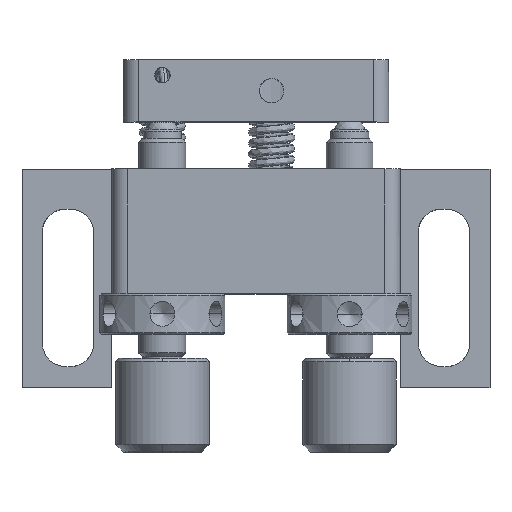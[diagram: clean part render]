
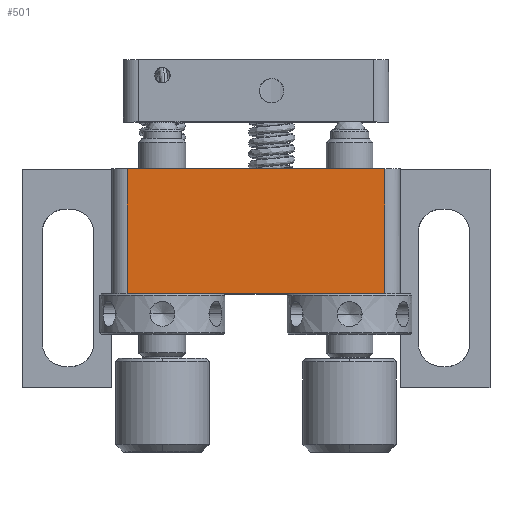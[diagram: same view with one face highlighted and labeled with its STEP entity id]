
A CAD part, top view. The second image highlights one B-rep face of the part: STEP entity #501.
In plain terms, the highlighted free-form (B-spline) face has degree [1, 1] with [2, 2] control points.
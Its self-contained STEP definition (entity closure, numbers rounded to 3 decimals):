
#501=ADVANCED_FACE('',(#1121),#16412,.T.);
#1121=FACE_OUTER_BOUND('',#1645,.T.);
#1645=EDGE_LOOP('',(#2276,#2277,#2278,#2279));
#2276=ORIENTED_EDGE('',*,*,#13094,.F.);
#2277=ORIENTED_EDGE('',*,*,#13095,.T.);
#2278=ORIENTED_EDGE('',*,*,#13096,.T.);
#2279=ORIENTED_EDGE('',*,*,#13097,.T.);
#4683=PCURVE('',#16521,#7091);
#4684=PCURVE('',#16412,#7092);
#4685=PCURVE('',#16412,#7093);
#4686=PCURVE('',#16412,#7094);
#4687=PCURVE('',#16412,#7095);
#4696=PCURVE('',#16413,#7104);
#4711=PCURVE('',#16522,#7119);
#4985=PCURVE('',#16436,#7393);
#7091=DEFINITIONAL_REPRESENTATION('',(#9503),#48438);
#7092=DEFINITIONAL_REPRESENTATION('',(#9504),#48438);
#7093=DEFINITIONAL_REPRESENTATION('',(#9506),#48438);
#7094=DEFINITIONAL_REPRESENTATION('',(#9508),#48438);
#7095=DEFINITIONAL_REPRESENTATION('',(#9510),#48438);
#7104=DEFINITIONAL_REPRESENTATION('',(#9525),#48438);
#7119=DEFINITIONAL_REPRESENTATION('',(#9527),#48438);
#7393=DEFINITIONAL_REPRESENTATION('',(#9829),#48438);
#9503=B_SPLINE_CURVE_WITH_KNOTS('',1,(#18192,#18193),.UNSPECIFIED.,.F.,
 .F.,(2,2),(0.,8.),.UNSPECIFIED.);
#9504=B_SPLINE_CURVE_WITH_KNOTS('',1,(#18194,#18195),.UNSPECIFIED.,.F.,
 .F.,(2,2),(0.,8.),.UNSPECIFIED.);
#9505=B_SPLINE_CURVE_WITH_KNOTS('',1,(#18196,#18197),.UNSPECIFIED.,.F.,
 .F.,(2,2),(-16.5,0.),.UNSPECIFIED.);
#9506=B_SPLINE_CURVE_WITH_KNOTS('',1,(#18198,#18199),.UNSPECIFIED.,.F.,
 .F.,(2,2),(-16.5,0.),.UNSPECIFIED.);
#9507=B_SPLINE_CURVE_WITH_KNOTS('',1,(#18200,#18201),.UNSPECIFIED.,.F.,
 .F.,(2,2),(-8.,0.),.UNSPECIFIED.);
#9508=B_SPLINE_CURVE_WITH_KNOTS('',1,(#18202,#18203),.UNSPECIFIED.,.F.,
 .F.,(2,2),(-8.,0.),.UNSPECIFIED.);
#9509=B_SPLINE_CURVE_WITH_KNOTS('',1,(#18204,#18205),.UNSPECIFIED.,.F.,
 .F.,(2,2),(0.,16.5),.UNSPECIFIED.);
#9510=B_SPLINE_CURVE_WITH_KNOTS('',1,(#18206,#18207),.UNSPECIFIED.,.F.,
 .F.,(2,2),(0.,16.5),.UNSPECIFIED.);
#9525=B_SPLINE_CURVE_WITH_KNOTS('',1,(#18242,#18243),.UNSPECIFIED.,.F.,
 .F.,(2,2),(-16.5,0.),.UNSPECIFIED.);
#9527=B_SPLINE_CURVE_WITH_KNOTS('',1,(#18362,#18363),.UNSPECIFIED.,.F.,
 .F.,(2,2),(-8.,0.),.UNSPECIFIED.);
#9829=B_SPLINE_CURVE_WITH_KNOTS('',1,(#19476,#19477),.UNSPECIFIED.,.F.,
 .F.,(2,2),(0.,16.5),.UNSPECIFIED.);
#11854=SURFACE_CURVE('',#14330,(#4683,#4684),.PCURVE_S1.);
#11855=SURFACE_CURVE('',#9505,(#4685,#4696),.PCURVE_S1.);
#11856=SURFACE_CURVE('',#9507,(#4686,#4711),.PCURVE_S1.);
#11857=SURFACE_CURVE('',#9509,(#4687,#4985),.PCURVE_S1.);
#13094=EDGE_CURVE('',#15623,#15620,#11854,.T.);
#13095=EDGE_CURVE('',#15623,#15624,#11855,.T.);
#13096=EDGE_CURVE('',#15624,#15625,#11856,.T.);
#13097=EDGE_CURVE('',#15625,#15620,#11857,.T.);
#14330=(
BOUNDED_CURVE()
B_SPLINE_CURVE(1,(#18190,#18191),.UNSPECIFIED.,.F.,.F.)
B_SPLINE_CURVE_WITH_KNOTS((2,2),(0.,8.),.UNSPECIFIED.)
CURVE()
GEOMETRIC_REPRESENTATION_ITEM()
RATIONAL_B_SPLINE_CURVE((1.,1.))
REPRESENTATION_ITEM('')
);
#15620=VERTEX_POINT('',#17858);
#15623=VERTEX_POINT('',#17861);
#15624=VERTEX_POINT('',#17862);
#15625=VERTEX_POINT('',#17863);
#16412=B_SPLINE_SURFACE_WITH_KNOTS('',1,1,((#17188,#17189),(#17190,#17191)),
 .UNSPECIFIED.,.F.,.F.,.F.,(2,2),(2,2),(0.,9.84),(0.,
20.04),.UNSPECIFIED.);
#16413=B_SPLINE_SURFACE_WITH_KNOTS('',1,1,((#17192,#17193),(#17194,#17195)),
 .UNSPECIFIED.,.F.,.F.,.F.,(2,2),(2,2),(-36.24,0.),
(0.,25.92),.UNSPECIFIED.);
#16436=B_SPLINE_SURFACE_WITH_KNOTS('',1,1,((#17826,#17827),(#17828,#17829)),
 .UNSPECIFIED.,.F.,.F.,.F.,(2,2),(2,2),(0.,22.44),
(0.,25.92),.UNSPECIFIED.);
#16521=(
BOUNDED_SURFACE()
B_SPLINE_SURFACE(2,1,((#17170,#17171),(#17172,#17173),(#17174,#17175),(#17176,
#17177),(#17178,#17179),(#17180,#17181),(#17182,#17183),(#17184,#17185),
(#17186,#17187)),.UNSPECIFIED.,.T.,.F.,.F.)
B_SPLINE_SURFACE_WITH_KNOTS((3,2,2,2,3),(2,2),(0.,1.571,3.142,
4.712,6.283),(0.,9.84),.UNSPECIFIED.)
GEOMETRIC_REPRESENTATION_ITEM()
RATIONAL_B_SPLINE_SURFACE(((1.,1.),(0.707,0.707),
(1.,1.),(0.707,0.707),(1.,1.),(0.707,
0.707),(1.,1.),(0.707,0.707),(1.,1.)))
REPRESENTATION_ITEM('')
SURFACE()
);
#16522=(
BOUNDED_SURFACE()
B_SPLINE_SURFACE(2,1,((#17196,#17197),(#17198,#17199),(#17200,#17201),(#17202,
#17203),(#17204,#17205),(#17206,#17207),(#17208,#17209),(#17210,#17211),
(#17212,#17213)),.UNSPECIFIED.,.T.,.F.,.F.)
B_SPLINE_SURFACE_WITH_KNOTS((3,2,2,2,3),(2,2),(0.,1.571,3.142,
4.712,6.283),(0.,9.84),.UNSPECIFIED.)
GEOMETRIC_REPRESENTATION_ITEM()
RATIONAL_B_SPLINE_SURFACE(((1.,1.),(0.707,0.707),
(1.,1.),(0.707,0.707),(1.,1.),(0.707,
0.707),(1.,1.),(0.707,0.707),(1.,1.)))
REPRESENTATION_ITEM('')
SURFACE()
);
#17170=CARTESIAN_POINT('',(10.473,4.979,-0.92));
#17171=CARTESIAN_POINT('',(10.473,4.979,8.92));
#17172=CARTESIAN_POINT('',(10.473,3.979,-0.92));
#17173=CARTESIAN_POINT('',(10.473,3.979,8.92));
#17174=CARTESIAN_POINT('',(11.473,3.979,-0.92));
#17175=CARTESIAN_POINT('',(11.473,3.979,8.92));
#17176=CARTESIAN_POINT('',(12.473,3.979,-0.92));
#17177=CARTESIAN_POINT('',(12.473,3.979,8.92));
#17178=CARTESIAN_POINT('',(12.473,4.979,-0.92));
#17179=CARTESIAN_POINT('',(12.473,4.979,8.92));
#17180=CARTESIAN_POINT('',(12.473,5.979,-0.92));
#17181=CARTESIAN_POINT('',(12.473,5.979,8.92));
#17182=CARTESIAN_POINT('',(11.473,5.979,-0.92));
#17183=CARTESIAN_POINT('',(11.473,5.979,8.92));
#17184=CARTESIAN_POINT('',(10.473,5.979,-0.92));
#17185=CARTESIAN_POINT('',(10.473,5.979,8.92));
#17186=CARTESIAN_POINT('',(10.473,4.979,-0.92));
#17187=CARTESIAN_POINT('',(10.473,4.979,8.92));
#17188=CARTESIAN_POINT('',(-6.797,5.979,-0.92));
#17189=CARTESIAN_POINT('',(13.243,5.979,-0.92));
#17190=CARTESIAN_POINT('',(-6.797,5.979,8.92));
#17191=CARTESIAN_POINT('',(13.243,5.979,8.92));
#17192=CARTESIAN_POINT('',(21.343,-17.681,0.));
#17193=CARTESIAN_POINT('',(21.343,8.239,0.));
#17194=CARTESIAN_POINT('',(-14.897,-17.681,0.));
#17195=CARTESIAN_POINT('',(-14.897,8.239,0.));
#17196=CARTESIAN_POINT('',(-4.027,4.979,-0.92));
#17197=CARTESIAN_POINT('',(-4.027,4.979,8.92));
#17198=CARTESIAN_POINT('',(-4.027,5.979,-0.92));
#17199=CARTESIAN_POINT('',(-4.027,5.979,8.92));
#17200=CARTESIAN_POINT('',(-5.027,5.979,-0.92));
#17201=CARTESIAN_POINT('',(-5.027,5.979,8.92));
#17202=CARTESIAN_POINT('',(-6.027,5.979,-0.92));
#17203=CARTESIAN_POINT('',(-6.027,5.979,8.92));
#17204=CARTESIAN_POINT('',(-6.027,4.979,-0.92));
#17205=CARTESIAN_POINT('',(-6.027,4.979,8.92));
#17206=CARTESIAN_POINT('',(-6.027,3.979,-0.92));
#17207=CARTESIAN_POINT('',(-6.027,3.979,8.92));
#17208=CARTESIAN_POINT('',(-5.027,3.979,-0.92));
#17209=CARTESIAN_POINT('',(-5.027,3.979,8.92));
#17210=CARTESIAN_POINT('',(-4.027,3.979,-0.92));
#17211=CARTESIAN_POINT('',(-4.027,3.979,8.92));
#17212=CARTESIAN_POINT('',(-4.027,4.979,-0.92));
#17213=CARTESIAN_POINT('',(-4.027,4.979,8.92));
#17826=CARTESIAN_POINT('',(-7.997,-17.681,8.));
#17827=CARTESIAN_POINT('',(-7.997,8.239,8.));
#17828=CARTESIAN_POINT('',(14.443,-17.681,8.));
#17829=CARTESIAN_POINT('',(14.443,8.239,8.));
#17858=CARTESIAN_POINT('',(11.473,5.979,8.));
#17861=CARTESIAN_POINT('',(11.473,5.979,0.));
#17862=CARTESIAN_POINT('',(-5.027,5.979,0.));
#17863=CARTESIAN_POINT('',(-5.027,5.979,8.));
#18190=CARTESIAN_POINT('',(11.473,5.979,0.));
#18191=CARTESIAN_POINT('',(11.473,5.979,8.));
#18192=CARTESIAN_POINT('',(4.712,0.92));
#18193=CARTESIAN_POINT('',(4.712,8.92));
#18194=CARTESIAN_POINT('',(0.92,18.27));
#18195=CARTESIAN_POINT('',(8.92,18.27));
#18196=CARTESIAN_POINT('',(11.473,5.979,0.));
#18197=CARTESIAN_POINT('',(-5.027,5.979,0.));
#18198=CARTESIAN_POINT('',(0.92,18.27));
#18199=CARTESIAN_POINT('',(0.92,1.77));
#18200=CARTESIAN_POINT('',(-5.027,5.979,0.));
#18201=CARTESIAN_POINT('',(-5.027,5.979,8.));
#18202=CARTESIAN_POINT('',(0.92,1.77));
#18203=CARTESIAN_POINT('',(8.92,1.77));
#18204=CARTESIAN_POINT('',(-5.027,5.979,8.));
#18205=CARTESIAN_POINT('',(11.473,5.979,8.));
#18206=CARTESIAN_POINT('',(8.92,1.77));
#18207=CARTESIAN_POINT('',(8.92,18.27));
#18242=CARTESIAN_POINT('',(-26.37,23.66));
#18243=CARTESIAN_POINT('',(-9.87,23.66));
#18362=CARTESIAN_POINT('',(1.571,0.92));
#18363=CARTESIAN_POINT('',(1.571,8.92));
#19476=CARTESIAN_POINT('',(2.97,23.66));
#19477=CARTESIAN_POINT('',(19.47,23.66));
#48438=(
GEOMETRIC_REPRESENTATION_CONTEXT(2)
PARAMETRIC_REPRESENTATION_CONTEXT()
REPRESENTATION_CONTEXT('pspace','')
);
